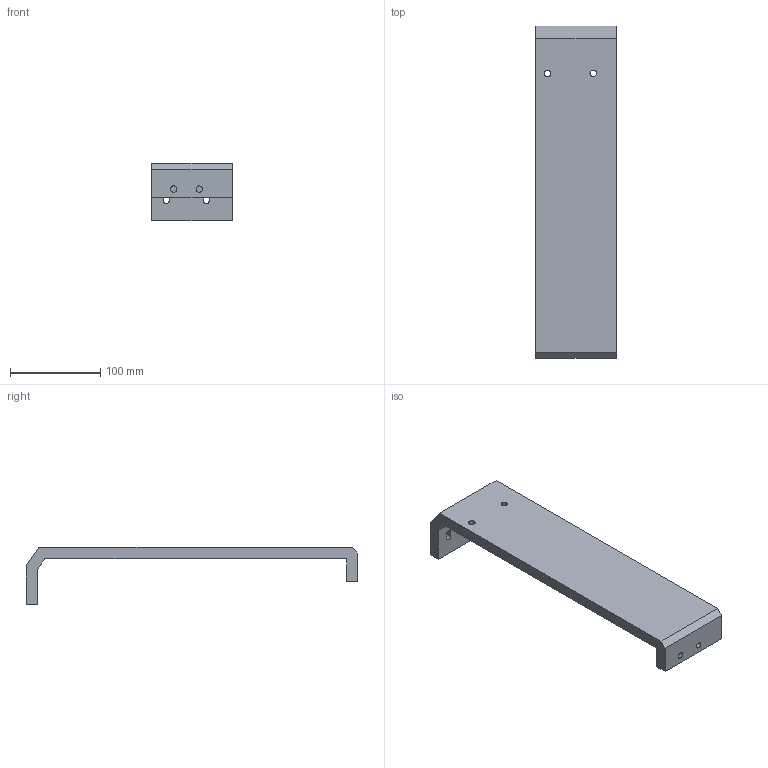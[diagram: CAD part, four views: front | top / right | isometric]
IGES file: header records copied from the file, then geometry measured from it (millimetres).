
Start section: SolidWorks IGES file using analytic representation for surfaces
Global section: file name: D1101578, Height Adjustment, ACB.IGS; native system: SolidWorks 2012; preprocessor: SolidWorks 2012; author: mruiz; date: 111123.150334; units: inch
Bounding box: 88.9 x 368.3 x 63.5 mm (x, y, z)
Surface area: 91974.9 mm2 (no closed solid volume)
Topology: 0 solids, 0 shells, 31 faces, 530 edges, 530 vertices
Faces by surface type: bspline 17, revolution 14
